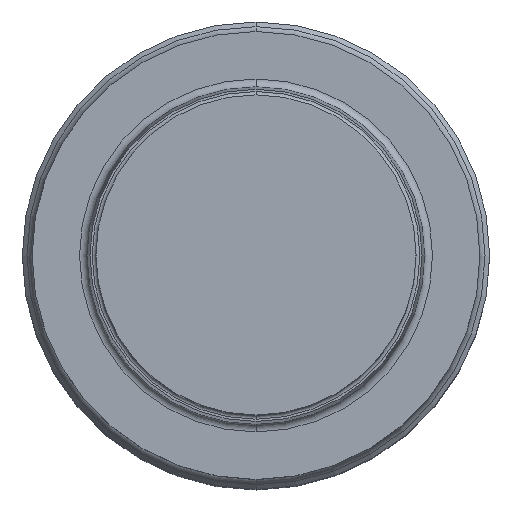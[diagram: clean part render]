
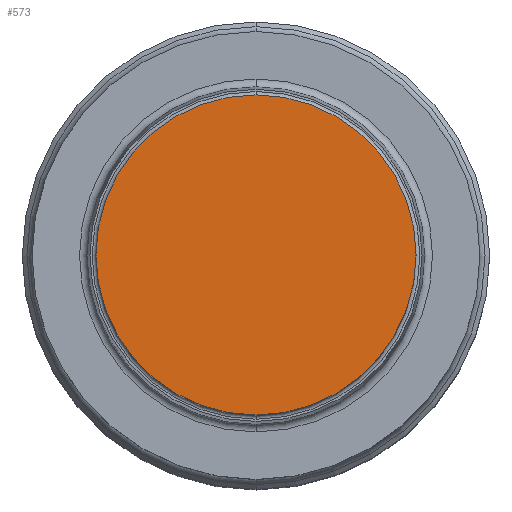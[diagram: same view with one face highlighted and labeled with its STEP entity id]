
A CAD part, top view. The second image highlights one B-rep face of the part: STEP entity #573.
In plain terms, the highlighted face is planar.
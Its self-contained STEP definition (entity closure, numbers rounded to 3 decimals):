
#261=CARTESIAN_POINT('',(0.,0.,-7.95));
#262=DIRECTION('',(0.,0.,-1.));
#263=DIRECTION('',(0.,1.,0.));
#264=AXIS2_PLACEMENT_3D('',#261,#262,#263);
#276=CARTESIAN_POINT('',(0.,0.,-7.95));
#277=DIRECTION('',(0.,0.,1.));
#278=DIRECTION('',(0.,1.,0.));
#279=AXIS2_PLACEMENT_3D('',#276,#277,#278);
#284=CARTESIAN_POINT('',(0.,4.11,-7.95));
#286=VERTEX_POINT('',#284);
#304=CARTESIAN_POINT('',(0.,-4.11,-7.95));
#306=VERTEX_POINT('',#304);
#564=CARTESIAN_POINT('',(0.,0.,-7.95));
#565=DIRECTION('',(0.,0.,1.));
#566=DIRECTION('',(0.,1.,0.));
#567=AXIS2_PLACEMENT_3D('',#564,#565,#566);
#568=PLANE('',#567);
#569=ORIENTED_EDGE('',*,*,#543,.F.);
#570=ORIENTED_EDGE('',*,*,#559,.T.);
#571=EDGE_LOOP('',(#569,#570));
#572=FACE_OUTER_BOUND('',#571,.F.);
#573=ADVANCED_FACE('',(#572),#568,.F.);
#265=CIRCLE('',#264,4.11);
#280=CIRCLE('',#279,4.11);
#543=EDGE_CURVE('',#286,#306,#265,.T.);
#559=EDGE_CURVE('',#286,#306,#280,.T.);
